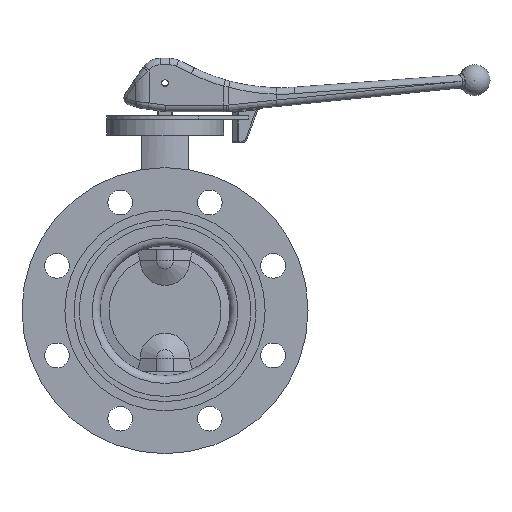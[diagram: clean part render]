
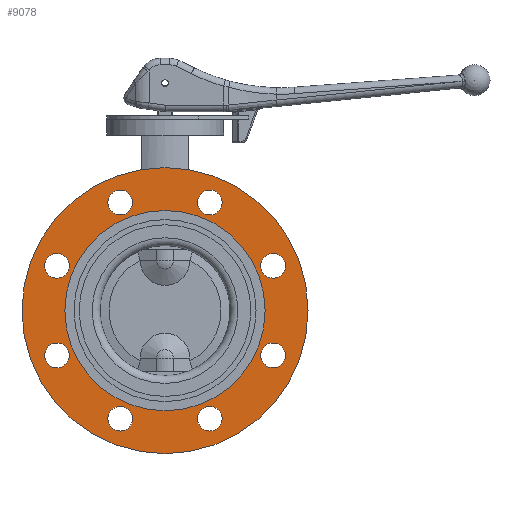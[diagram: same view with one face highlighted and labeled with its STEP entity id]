
A CAD part, front view. The second image highlights one B-rep face of the part: STEP entity #9078.
In plain terms, the highlighted face is planar.
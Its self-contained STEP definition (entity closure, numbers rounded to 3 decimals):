
#200=FACE_BOUND('',#2917,.T.);
#201=FACE_BOUND('',#2918,.T.);
#202=FACE_BOUND('',#2919,.T.);
#203=FACE_BOUND('',#2920,.T.);
#204=FACE_BOUND('',#2921,.T.);
#205=FACE_BOUND('',#2922,.T.);
#206=FACE_BOUND('',#2923,.T.);
#207=FACE_BOUND('',#2924,.T.);
#208=FACE_BOUND('',#2925,.T.);
#249=PLANE('',#9800);
#2327=FACE_OUTER_BOUND('',#2916,.T.);
#2916=EDGE_LOOP('',(#6525));
#2917=EDGE_LOOP('',(#6526));
#2918=EDGE_LOOP('',(#6527));
#2919=EDGE_LOOP('',(#6528));
#2920=EDGE_LOOP('',(#6529));
#2921=EDGE_LOOP('',(#6530));
#2922=EDGE_LOOP('',(#6531));
#2923=EDGE_LOOP('',(#6532));
#2924=EDGE_LOOP('',(#6533));
#2925=EDGE_LOOP('',(#6534));
#3438=CIRCLE('',#9593,9.5);
#3442=CIRCLE('',#9599,9.5);
#3446=CIRCLE('',#9605,9.5);
#3450=CIRCLE('',#9611,9.5);
#3454=CIRCLE('',#9617,9.5);
#3458=CIRCLE('',#9623,9.5);
#3462=CIRCLE('',#9629,9.5);
#3466=CIRCLE('',#9635,9.5);
#3486=CIRCLE('',#9667,77.);
#3487=CIRCLE('',#9669,110.);
#3847=VERTEX_POINT('',#12964);
#3851=VERTEX_POINT('',#12976);
#3855=VERTEX_POINT('',#12988);
#3859=VERTEX_POINT('',#13000);
#3863=VERTEX_POINT('',#13012);
#3867=VERTEX_POINT('',#13024);
#3871=VERTEX_POINT('',#13036);
#3875=VERTEX_POINT('',#13048);
#3900=VERTEX_POINT('',#13115);
#3901=VERTEX_POINT('',#13119);
#4713=EDGE_CURVE('',#3847,#3847,#3438,.T.);
#4719=EDGE_CURVE('',#3851,#3851,#3442,.T.);
#4725=EDGE_CURVE('',#3855,#3855,#3446,.T.);
#4731=EDGE_CURVE('',#3859,#3859,#3450,.T.);
#4737=EDGE_CURVE('',#3863,#3863,#3454,.T.);
#4743=EDGE_CURVE('',#3867,#3867,#3458,.T.);
#4749=EDGE_CURVE('',#3871,#3871,#3462,.T.);
#4755=EDGE_CURVE('',#3875,#3875,#3466,.T.);
#4789=EDGE_CURVE('',#3900,#3900,#3486,.T.);
#4790=EDGE_CURVE('',#3901,#3901,#3487,.T.);
#6525=ORIENTED_EDGE('',*,*,#4790,.T.);
#6526=ORIENTED_EDGE('',*,*,#4713,.T.);
#6527=ORIENTED_EDGE('',*,*,#4719,.T.);
#6528=ORIENTED_EDGE('',*,*,#4725,.T.);
#6529=ORIENTED_EDGE('',*,*,#4731,.T.);
#6530=ORIENTED_EDGE('',*,*,#4737,.T.);
#6531=ORIENTED_EDGE('',*,*,#4743,.T.);
#6532=ORIENTED_EDGE('',*,*,#4749,.T.);
#6533=ORIENTED_EDGE('',*,*,#4755,.T.);
#6534=ORIENTED_EDGE('',*,*,#4789,.F.);
#9078=ADVANCED_FACE('',(#2327,#200,#201,#202,#203,#204,#205,#206,#207,#208),
#249,.F.);
#9593=AXIS2_PLACEMENT_3D('',#12966,#10505,#10506);
#9599=AXIS2_PLACEMENT_3D('',#12978,#10519,#10520);
#9605=AXIS2_PLACEMENT_3D('',#12990,#10533,#10534);
#9611=AXIS2_PLACEMENT_3D('',#13002,#10547,#10548);
#9617=AXIS2_PLACEMENT_3D('',#13014,#10561,#10562);
#9623=AXIS2_PLACEMENT_3D('',#13026,#10575,#10576);
#9629=AXIS2_PLACEMENT_3D('',#13038,#10589,#10590);
#9635=AXIS2_PLACEMENT_3D('',#13050,#10603,#10604);
#9667=AXIS2_PLACEMENT_3D('',#13117,#10677,#10678);
#9669=AXIS2_PLACEMENT_3D('',#13120,#10681,#10682);
#9800=AXIS2_PLACEMENT_3D('',#14718,#11047,#11048);
#10505=DIRECTION('center_axis',(0.,0.,-1.));
#10506=DIRECTION('ref_axis',(0.,1.,0.));
#10519=DIRECTION('center_axis',(0.,0.,-1.));
#10520=DIRECTION('ref_axis',(0.,1.,0.));
#10533=DIRECTION('center_axis',(0.,0.,-1.));
#10534=DIRECTION('ref_axis',(0.,1.,0.));
#10547=DIRECTION('center_axis',(0.,0.,-1.));
#10548=DIRECTION('ref_axis',(0.,1.,0.));
#10561=DIRECTION('center_axis',(0.,0.,-1.));
#10562=DIRECTION('ref_axis',(0.,1.,0.));
#10575=DIRECTION('center_axis',(0.,0.,-1.));
#10576=DIRECTION('ref_axis',(0.,1.,0.));
#10589=DIRECTION('center_axis',(0.,0.,-1.));
#10590=DIRECTION('ref_axis',(0.,1.,0.));
#10603=DIRECTION('center_axis',(0.,0.,-1.));
#10604=DIRECTION('ref_axis',(0.,1.,0.));
#10677=DIRECTION('center_axis',(0.,0.,1.));
#10678=DIRECTION('ref_axis',(0.,-1.,0.));
#10681=DIRECTION('center_axis',(0.,0.,1.));
#10682=DIRECTION('ref_axis',(0.,-1.,0.));
#11047=DIRECTION('center_axis',(0.,0.,-1.));
#11048=DIRECTION('ref_axis',(0.,1.,0.));
#12964=CARTESIAN_POINT('',(-43.942,83.149,58.));
#12966=CARTESIAN_POINT('Origin',(-34.442,83.149,58.));
#12976=CARTESIAN_POINT('',(-92.649,34.442,58.));
#12978=CARTESIAN_POINT('Origin',(-83.149,34.442,58.));
#12988=CARTESIAN_POINT('',(-92.649,-34.442,58.));
#12990=CARTESIAN_POINT('Origin',(-83.149,-34.442,58.));
#13000=CARTESIAN_POINT('',(-43.942,-83.149,58.));
#13002=CARTESIAN_POINT('Origin',(-34.442,-83.149,58.));
#13012=CARTESIAN_POINT('',(24.942,-83.149,58.));
#13014=CARTESIAN_POINT('Origin',(34.442,-83.149,58.));
#13024=CARTESIAN_POINT('',(73.649,-34.442,58.));
#13026=CARTESIAN_POINT('Origin',(83.149,-34.442,58.));
#13036=CARTESIAN_POINT('',(24.942,83.149,58.));
#13038=CARTESIAN_POINT('Origin',(34.442,83.149,58.));
#13048=CARTESIAN_POINT('',(73.649,34.442,58.));
#13050=CARTESIAN_POINT('Origin',(83.149,34.442,58.));
#13115=CARTESIAN_POINT('',(0.,77.,58.));
#13117=CARTESIAN_POINT('Origin',(0.,0.,58.));
#13119=CARTESIAN_POINT('',(0.,110.,58.));
#13120=CARTESIAN_POINT('Origin',(0.,0.,58.));
#14718=CARTESIAN_POINT('Origin',(0.,77.,58.));
